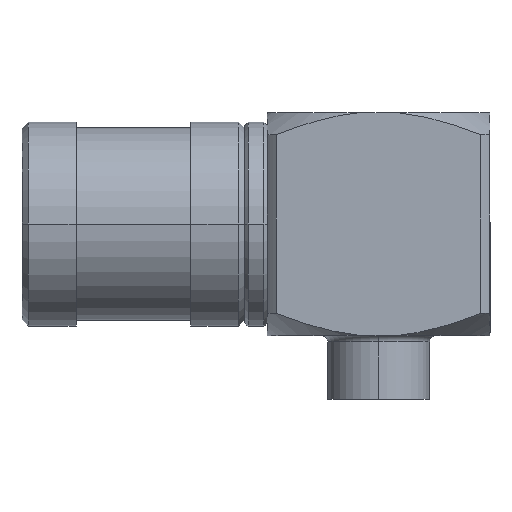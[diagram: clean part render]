
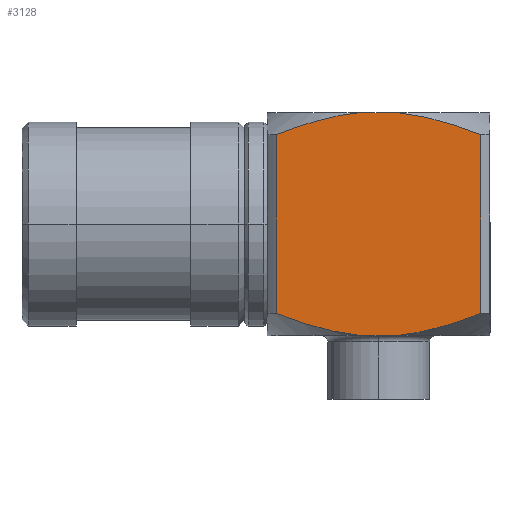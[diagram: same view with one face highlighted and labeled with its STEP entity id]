
A CAD part, top view. The second image highlights one B-rep face of the part: STEP entity #3128.
In plain terms, the highlighted planar face has unit normal (0, 0, 1).
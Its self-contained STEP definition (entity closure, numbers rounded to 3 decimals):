
#38 = EDGE_CURVE ( 'NONE', #5102, #6730, #1307, .T. ) ;
#120 = CARTESIAN_POINT ( 'NONE',  ( 10.041, 3.457, 3.5 ) ) ;
#229 = EDGE_LOOP ( 'NONE', ( #438, #788, #2803, #2017, #5979, #6516, #7237, #6741 ) ) ;
#234 = DIRECTION ( 'NONE',  ( 0., 0., 1. ) ) ;
#256 = EDGE_CURVE ( 'NONE', #6792, #2631, #1941, .T. ) ;
#286 = DIRECTION ( 'NONE',  ( 0., 1., 0. ) ) ;
#334 = CARTESIAN_POINT ( 'NONE',  ( 10.482, 3.366, 3.5 ) ) ;
#438 = ORIENTED_EDGE ( 'NONE', *, *, #1097, .F. ) ;
#782 = VERTEX_POINT ( 'NONE', #3750 ) ;
#788 = ORIENTED_EDGE ( 'NONE', *, *, #4763, .F. ) ;
#792 = VECTOR ( 'NONE', #286, 1000. ) ;
#814 = PLANE ( 'NONE',  #5847 ) ;
#909 = B_SPLINE_CURVE_WITH_KNOTS ( 'NONE', 3,
 ( #1604, #1024, #2190, #6444, #2796, #7042 ),
 .UNSPECIFIED., .F., .F.,
 ( 4, 2, 4 ),
 ( 0.005, 0.006, 0.008 ),
 .UNSPECIFIED. ) ;
#914 = CARTESIAN_POINT ( 'NONE',  ( 11.358, 3.123, 3.5 ) ) ;
#930 = CARTESIAN_POINT ( 'NONE',  ( 9.594, -3.5, 3.5 ) ) ;
#1024 = CARTESIAN_POINT ( 'NONE',  ( 6.212, 2.972, 3.5 ) ) ;
#1097 = EDGE_CURVE ( 'NONE', #5299, #6792, #4193, .T. ) ;
#1307 = B_SPLINE_CURVE_WITH_KNOTS ( 'NONE', 3,
 ( #6381, #4881, #3197, #3261, #5190, #930 ),
 .UNSPECIFIED., .F., .F.,
 ( 4, 2, 4 ),
 ( 0.005, 0.006, 0.008 ),
 .UNSPECIFIED. ) ;
#1339 = LINE ( 'NONE', #1916, #4528 ) ;
#1465 = CARTESIAN_POINT ( 'NONE',  ( 5.789, 6.464, 3.5 ) ) ;
#1486 = CARTESIAN_POINT ( 'NONE',  ( 5.789, -2.807, 3.5 ) ) ;
#1604 = CARTESIAN_POINT ( 'NONE',  ( 5.789, 2.807, 3.5 ) ) ;
#1668 = DIRECTION ( 'NONE',  ( 1., 0., 0. ) ) ;
#1792 = VERTEX_POINT ( 'NONE', #1486 ) ;
#1916 = CARTESIAN_POINT ( 'NONE',  ( 13.75, -3.5, 3.5 ) ) ;
#1941 = B_SPLINE_CURVE_WITH_KNOTS ( 'NONE', 3,
 ( #5874, #120, #334, #914, #7659, #4498 ),
 .UNSPECIFIED., .F., .F.,
 ( 4, 2, 4 ),
 ( 0.009, 0.01, 0.012 ),
 .UNSPECIFIED. ) ;
#2017 = ORIENTED_EDGE ( 'NONE', *, *, #5635, .F. ) ;
#2129 = CARTESIAN_POINT ( 'NONE',  ( 7.959, -3.457, 3.5 ) ) ;
#2153 = CARTESIAN_POINT ( 'NONE',  ( 6.642, -3.123, 3.5 ) ) ;
#2190 = CARTESIAN_POINT ( 'NONE',  ( 6.639, 3.122, 3.5 ) ) ;
#2549 = LINE ( 'NONE', #4478, #792 ) ;
#2631 = VERTEX_POINT ( 'NONE', #2679 ) ;
#2679 = CARTESIAN_POINT ( 'NONE',  ( 12.211, 2.807, 3.5 ) ) ;
#2756 = CARTESIAN_POINT ( 'NONE',  ( 5.789, -2.807, 3.5 ) ) ;
#2796 = CARTESIAN_POINT ( 'NONE',  ( 7.951, 3.456, 3.5 ) ) ;
#2803 = ORIENTED_EDGE ( 'NONE', *, *, #5536, .T. ) ;
#3128 = ADVANCED_FACE ( 'NONE', ( #6069 ), #814, .T. ) ;
#3197 = CARTESIAN_POINT ( 'NONE',  ( 11.361, -3.122, 3.5 ) ) ;
#3208 = CARTESIAN_POINT ( 'NONE',  ( 12.211, -2.807, 3.5 ) ) ;
#3261 = CARTESIAN_POINT ( 'NONE',  ( 10.492, -3.364, 3.5 ) ) ;
#3653 = DIRECTION ( 'NONE',  ( 1., 0., 0. ) ) ;
#3750 = CARTESIAN_POINT ( 'NONE',  ( 8.406, -3.5, 3.5 ) ) ;
#3822 = CARTESIAN_POINT ( 'NONE',  ( 5.5, -6.5, 3.5 ) ) ;
#3877 = CARTESIAN_POINT ( 'NONE',  ( 9.594, -3.5, 3.5 ) ) ;
#4193 = LINE ( 'NONE', #5291, #7411 ) ;
#4432 = DIRECTION ( 'NONE',  ( -1., 0., 0. ) ) ;
#4478 = CARTESIAN_POINT ( 'NONE',  ( 12.211, 6.464, 3.5 ) ) ;
#4498 = CARTESIAN_POINT ( 'NONE',  ( 12.211, 2.807, 3.5 ) ) ;
#4528 = VECTOR ( 'NONE', #3653, 1000. ) ;
#4534 = CARTESIAN_POINT ( 'NONE',  ( 9.594, 3.5, 3.5 ) ) ;
#4576 = VECTOR ( 'NONE', #5709, 1000. ) ;
#4653 = VERTEX_POINT ( 'NONE', #7481 ) ;
#4763 = EDGE_CURVE ( 'NONE', #4653, #5299, #909, .T. ) ;
#4881 = CARTESIAN_POINT ( 'NONE',  ( 11.788, -2.972, 3.5 ) ) ;
#5102 = VERTEX_POINT ( 'NONE', #3208 ) ;
#5190 = CARTESIAN_POINT ( 'NONE',  ( 10.049, -3.456, 3.5 ) ) ;
#5291 = CARTESIAN_POINT ( 'NONE',  ( 5.5, 3.5, 3.5 ) ) ;
#5299 = VERTEX_POINT ( 'NONE', #6022 ) ;
#5536 = EDGE_CURVE ( 'NONE', #4653, #1792, #6203, .T. ) ;
#5635 = EDGE_CURVE ( 'NONE', #782, #1792, #7554, .T. ) ;
#5709 = DIRECTION ( 'NONE',  ( 0., -1., 0. ) ) ;
#5812 = CARTESIAN_POINT ( 'NONE',  ( 7.518, -3.366, 3.5 ) ) ;
#5847 = AXIS2_PLACEMENT_3D ( 'NONE', #3822, #234, #4432 ) ;
#5874 = CARTESIAN_POINT ( 'NONE',  ( 9.594, 3.5, 3.5 ) ) ;
#5979 = ORIENTED_EDGE ( 'NONE', *, *, #7139, .T. ) ;
#6022 = CARTESIAN_POINT ( 'NONE',  ( 8.406, 3.5, 3.5 ) ) ;
#6069 = FACE_OUTER_BOUND ( 'NONE', #229, .T. ) ;
#6203 = LINE ( 'NONE', #1465, #4576 ) ;
#6378 = CARTESIAN_POINT ( 'NONE',  ( 8.406, -3.5, 3.5 ) ) ;
#6381 = CARTESIAN_POINT ( 'NONE',  ( 12.211, -2.807, 3.5 ) ) ;
#6403 = CARTESIAN_POINT ( 'NONE',  ( 6.211, -2.972, 3.5 ) ) ;
#6444 = CARTESIAN_POINT ( 'NONE',  ( 7.508, 3.364, 3.5 ) ) ;
#6516 = ORIENTED_EDGE ( 'NONE', *, *, #38, .F. ) ;
#6730 = VERTEX_POINT ( 'NONE', #3877 ) ;
#6741 = ORIENTED_EDGE ( 'NONE', *, *, #256, .F. ) ;
#6744 = EDGE_CURVE ( 'NONE', #5102, #2631, #2549, .T. ) ;
#6792 = VERTEX_POINT ( 'NONE', #4534 ) ;
#7042 = CARTESIAN_POINT ( 'NONE',  ( 8.406, 3.5, 3.5 ) ) ;
#7139 = EDGE_CURVE ( 'NONE', #782, #6730, #1339, .T. ) ;
#7237 = ORIENTED_EDGE ( 'NONE', *, *, #6744, .T. ) ;
#7411 = VECTOR ( 'NONE', #1668, 1000. ) ;
#7481 = CARTESIAN_POINT ( 'NONE',  ( 5.789, 2.807, 3.5 ) ) ;
#7554 = B_SPLINE_CURVE_WITH_KNOTS ( 'NONE', 3,
 ( #6378, #2129, #5812, #2153, #6403, #2756 ),
 .UNSPECIFIED., .F., .F.,
 ( 4, 2, 4 ),
 ( 0.009, 0.01, 0.012 ),
 .UNSPECIFIED. ) ;
#7659 = CARTESIAN_POINT ( 'NONE',  ( 11.789, 2.972, 3.5 ) ) ;
